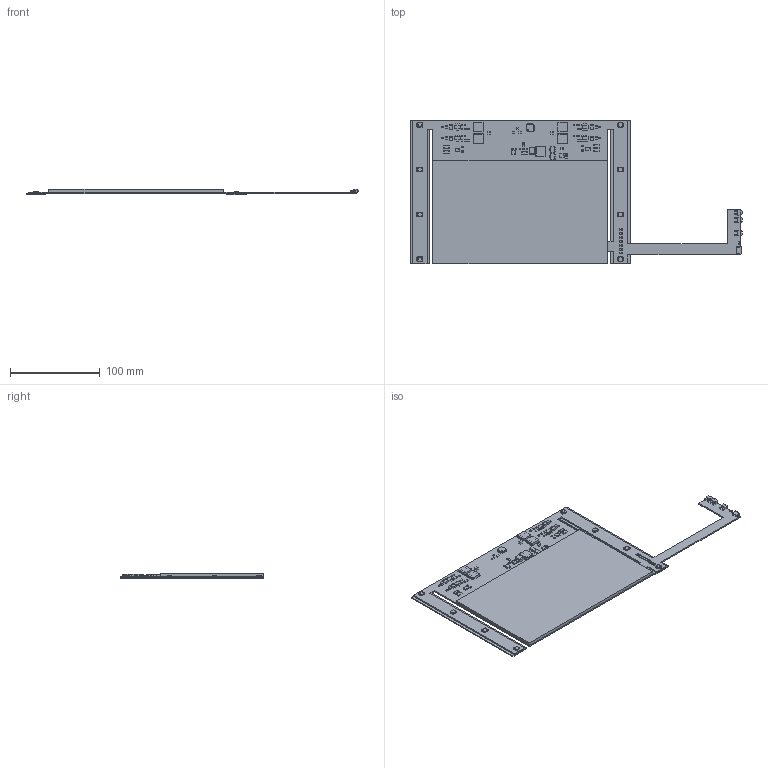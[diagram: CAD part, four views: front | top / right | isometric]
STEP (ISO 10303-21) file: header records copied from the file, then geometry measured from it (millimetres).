
FILE_DESCRIPTION(('Open CASCADE Model'),'2;1');
FILE_NAME('Open CASCADE Shape Model','2016-09-20T11:20:33',('Author'),( 'Open CASCADE'),'Open CASCADE STEP processor 6.2','Open CASCADE 6.2' ,'Unknown');
FILE_SCHEMA(('AUTOMOTIVE_DESIGN { 1 0 10303 214 1 1 1 1 }'));
Length unit declared in the file: millimetre
Products named in the file (237): PCB; Board; DA4; 622635584; Cylinder; 676881376; Extruded; VT15; 632617152; VT14; VT13; VT12; VT11; VT10; VT9; VT8; VD18; VD17; VD16; VD15; R45; 632614848; 628586448; R44; R43; R42; R41; R40; R39; R38; VA1; 676881632; 676881760; R37; 632616896; 632616640; R36; R35; R34; 676879968 ...
Assembly tree (591 placements, depth 4):
  PCB
    Board
    DA4
      622635584
        Cylinder
      676881376
        Extruded
    VT15
      632617152
        Extruded
    VT14
      632617152
        Extruded
    VT13
      632617152
        Extruded
    VT12
      632617152
        Extruded
    VT11
      632617152
        Extruded
    VT10
      632617152
        Extruded
    VT9
      632617152
        Extruded
    VT8
      632617152
        Extruded
    VD18
      632617152
        Extruded
    VD17
      632617152
        Extruded
    VD16
      632617152
        Extruded
    VD15
      632617152
        Extruded
    R45
      632614848  x2
        Extruded
      628586448
        Extruded
    R44
      632614848  x2
        Extruded
      628586448
        Extruded
    R43
      632614848  x2
        Extruded
      628586448
        Extruded
    R42
      632614848  x2
Bounding box: 370.5 x 160 x 6 mm (x, y, z)
Volume: 148030.1 mm3; surface area: 149407.5 mm2
Topology: 420 solids, 420 shells, 2600 faces, 5280 edges, 3520 vertices
Faces by surface type: plane 2594, cylinder 6
Full cylindrical faces by diameter (mm): 0.6 x1, 1 x5
Entity records: 31946 total; most frequent: DIRECTION 4945, CARTESIAN_POINT 4606, LINE 2847, VECTOR 2847, ORIENTED_EDGE 1914, PCURVE 1914, DEFINITIONAL_REPRESENTATION 1914, AXIS2_PLACEMENT_3D 1049
